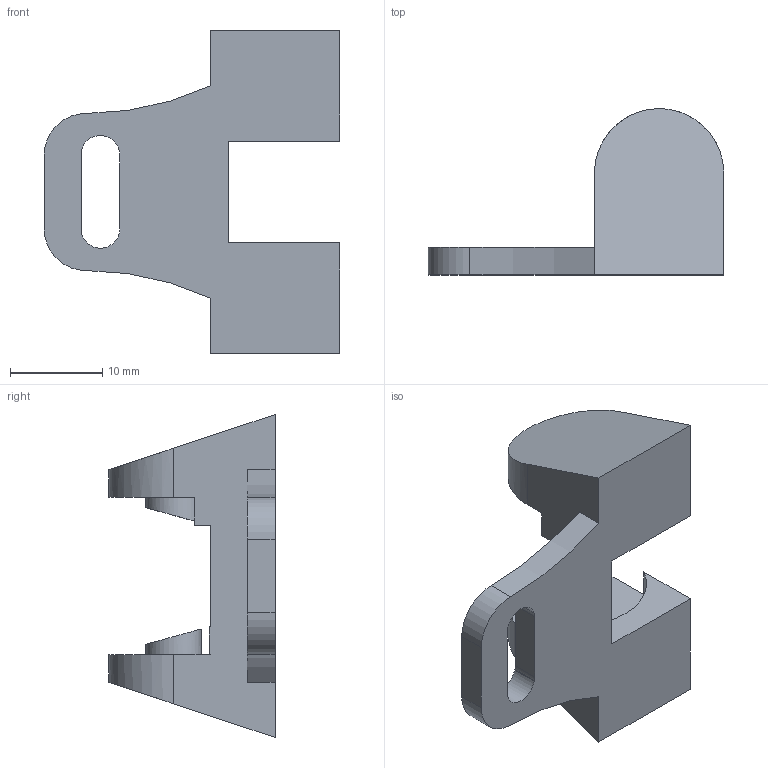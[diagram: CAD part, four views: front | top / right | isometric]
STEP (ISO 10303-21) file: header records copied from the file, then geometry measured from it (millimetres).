
FILE_DESCRIPTION(/* description */ (''),/* implementation_level */ '2;1');
FILE_NAME(/* name */ '',/* time_stamp */ '2025-02-22T19:30:15+03:00',/* author */ ('Phantom'),/* organization */ (''),/* preprocessor_version */ 'ST-DEVELOPER v20',/* originating_system */ 'Autodesk Inventor 2025',/* authorisation */ '');
FILE_SCHEMA (('AUTOMOTIVE_DESIGN { 1 0 10303 214 3 1 1 }'));
Length unit declared in the file: millimetre
Products named in the file (1): кабельканал встав
Bounding box: 32 x 18 x 35 mm (x, y, z)
Volume: 4346.8 mm3; surface area: 2927.8 mm2
Topology: 1 solids, 1 shells, 41 faces, 111 edges, 74 vertices
Faces by surface type: plane 27, cylinder 14
Full cylindrical faces by diameter (mm): 6 x2
Entity records: 1343 total; most frequent: CARTESIAN_POINT 227, DIRECTION 226, ORIENTED_EDGE 222, EDGE_CURVE 111, LINE 80, VECTOR 80, VERTEX_POINT 74, AXIS2_PLACEMENT_3D 73
